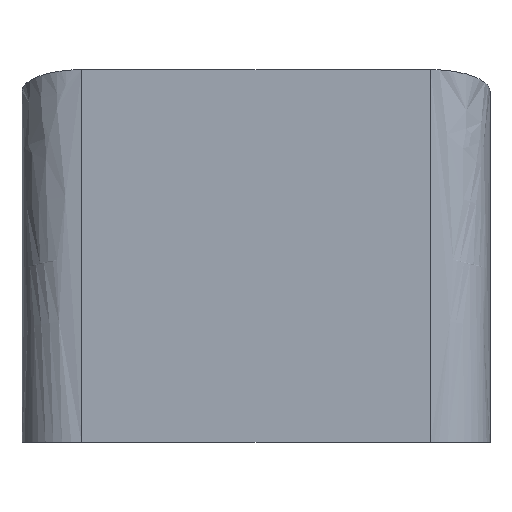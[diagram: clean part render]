
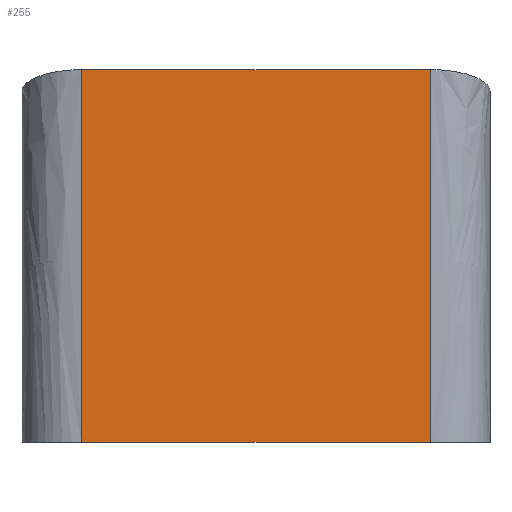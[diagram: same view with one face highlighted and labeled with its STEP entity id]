
A CAD part, front view. The second image highlights one B-rep face of the part: STEP entity #255.
In plain terms, the highlighted free-form (B-spline) face has degree [1, 1] with [2, 2] control points.
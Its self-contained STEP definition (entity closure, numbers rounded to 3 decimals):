
#31 = VERTEX_POINT('',#32);
#32 = CARTESIAN_POINT('',(51.55,0.,-55.119));
#88 = VERTEX_POINT('',#89);
#89 = CARTESIAN_POINT('',(-51.55,0.,-55.119));
#125 = EDGE_CURVE('',#31,#88,#126,.T.);
#126 = B_SPLINE_CURVE_WITH_KNOTS('',1,(#127,#128),.UNSPECIFIED.,.F.,.F.,
  (2,2),(-91.35,-13.35),.PIECEWISE_BEZIER_KNOTS.);
#127 = CARTESIAN_POINT('',(51.55,0.,-55.119));
#128 = CARTESIAN_POINT('',(-51.55,0.,-55.119));
#234 = VERTEX_POINT('',#235);
#235 = CARTESIAN_POINT('',(-51.55,0.,55.119));
#244 = EDGE_CURVE('',#234,#88,#245,.T.);
#245 = B_SPLINE_CURVE_WITH_KNOTS('',1,(#246,#247),.UNSPECIFIED.,.F.,.F.,
  (2,2),(-0.,83.4),.PIECEWISE_BEZIER_KNOTS.);
#246 = CARTESIAN_POINT('',(-51.55,0.,55.119));
#247 = CARTESIAN_POINT('',(-51.55,0.,-55.119));
#255 = ADVANCED_FACE('',(#256),#272,.T.);
#256 = FACE_BOUND('',#257,.T.);
#257 = EDGE_LOOP('',(#258,#259,#266,#271));
#258 = ORIENTED_EDGE('',*,*,#125,.F.);
#259 = ORIENTED_EDGE('',*,*,#260,.F.);
#260 = EDGE_CURVE('',#261,#31,#263,.T.);
#261 = VERTEX_POINT('',#262);
#262 = CARTESIAN_POINT('',(51.55,0.,
    55.119));
#263 = B_SPLINE_CURVE_WITH_KNOTS('',1,(#264,#265),.UNSPECIFIED.,.F.,.F.,
  (2,2),(0.,83.4),.PIECEWISE_BEZIER_KNOTS.);
#264 = CARTESIAN_POINT('',(51.55,0.,55.119));
#265 = CARTESIAN_POINT('',(51.55,0.,-55.119));
#266 = ORIENTED_EDGE('',*,*,#267,.T.);
#267 = EDGE_CURVE('',#261,#234,#268,.T.);
#268 = B_SPLINE_CURVE_WITH_KNOTS('',1,(#269,#270),.UNSPECIFIED.,.F.,.F.,
  (2,2),(-91.35,-13.35),.PIECEWISE_BEZIER_KNOTS.);
#269 = CARTESIAN_POINT('',(51.55,0.,55.119));
#270 = CARTESIAN_POINT('',(-51.55,0.,55.119));
#271 = ORIENTED_EDGE('',*,*,#244,.T.);
#272 = B_SPLINE_SURFACE_WITH_KNOTS('',1,1,(
    (#273,#274)
    ,(#275,#276
    )),.UNSPECIFIED.,.F.,.F.,.F.,(2,2),(2,2),(0.,83.4),(13.35,91.35),
  .PIECEWISE_BEZIER_KNOTS.);
#273 = CARTESIAN_POINT('',(-51.55,0.,55.119));
#274 = CARTESIAN_POINT('',(51.55,0.,55.119));
#275 = CARTESIAN_POINT('',(-51.55,0.,-55.119));
#276 = CARTESIAN_POINT('',(51.55,0.,-55.119));
